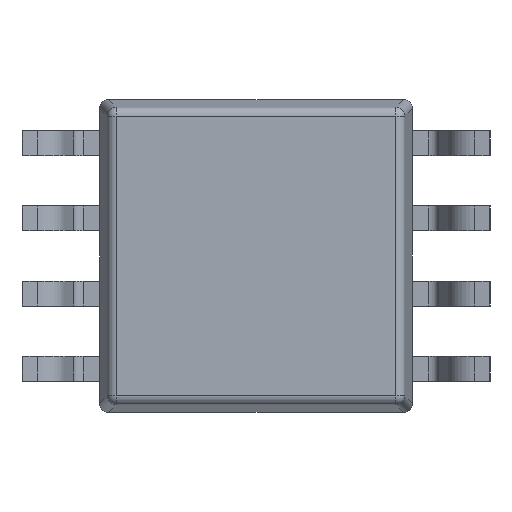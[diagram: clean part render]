
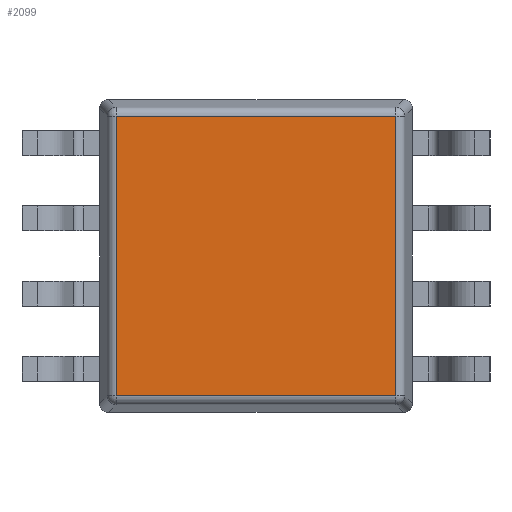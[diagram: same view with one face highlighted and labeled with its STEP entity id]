
A CAD part, front view. The second image highlights one B-rep face of the part: STEP entity #2099.
In plain terms, the highlighted planar face has unit normal (0, -1, 0).
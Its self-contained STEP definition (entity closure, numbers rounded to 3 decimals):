
#85 = VERTEX_POINT ( 'NONE', #4651 ) ;
#90 = DIRECTION ( 'NONE',  ( 1., 0., 0. ) ) ;
#256 = EDGE_CURVE ( 'NONE', #2101, #3855, #4844, .T. ) ;
#382 = VERTEX_POINT ( 'NONE', #3778 ) ;
#475 = ORIENTED_EDGE ( 'NONE', *, *, #256, .T. ) ;
#545 = CARTESIAN_POINT ( 'NONE',  ( 2.489, 0.25, -2.361 ) ) ;
#657 = EDGE_CURVE ( 'NONE', #85, #2101, #1322, .T. ) ;
#748 = VECTOR ( 'NONE', #1007, 1000. ) ;
#1007 = DIRECTION ( 'NONE',  ( -1., 0., 0. ) ) ;
#1033 = CARTESIAN_POINT ( 'NONE',  ( -2.361, 0.25, -2.489 ) ) ;
#1123 = DIRECTION ( 'NONE',  ( 0., -1., 0. ) ) ;
#1322 = LINE ( 'NONE', #2469, #3011 ) ;
#1449 = EDGE_CURVE ( 'NONE', #3855, #382, #1898, .T. ) ;
#1450 = CARTESIAN_POINT ( 'NONE',  ( -2.489, 0.25, 2.361 ) ) ;
#1489 = CARTESIAN_POINT ( 'NONE',  ( 2.361, 0.25, 2.361 ) ) ;
#1532 = CARTESIAN_POINT ( 'NONE',  ( -2.361, 0.25, 2.361 ) ) ;
#1659 = LINE ( 'NONE', #545, #4403 ) ;
#1824 = DIRECTION ( 'NONE',  ( 0., 0., -1. ) ) ;
#1898 = LINE ( 'NONE', #1033, #2741 ) ;
#1999 = AXIS2_PLACEMENT_3D ( 'NONE', #2549, #1123, #1824 ) ;
#2036 = ORIENTED_EDGE ( 'NONE', *, *, #4221, .T. ) ;
#2099 = ADVANCED_FACE ( 'NONE', ( #3321 ), #4092, .T. ) ;
#2101 = VERTEX_POINT ( 'NONE', #1489 ) ;
#2297 = ORIENTED_EDGE ( 'NONE', *, *, #657, .T. ) ;
#2393 = EDGE_LOOP ( 'NONE', ( #475, #2925, #2036, #2297 ) ) ;
#2469 = CARTESIAN_POINT ( 'NONE',  ( 2.361, 0.25, 2.489 ) ) ;
#2549 = CARTESIAN_POINT ( 'NONE',  ( 0., 0.25, 0. ) ) ;
#2741 = VECTOR ( 'NONE', #4825, 1000. ) ;
#2925 = ORIENTED_EDGE ( 'NONE', *, *, #1449, .T. ) ;
#3011 = VECTOR ( 'NONE', #3687, 1000. ) ;
#3321 = FACE_OUTER_BOUND ( 'NONE', #2393, .T. ) ;
#3687 = DIRECTION ( 'NONE',  ( 0., 0., 1. ) ) ;
#3778 = CARTESIAN_POINT ( 'NONE',  ( -2.361, 0.25, -2.361 ) ) ;
#3855 = VERTEX_POINT ( 'NONE', #1532 ) ;
#4092 = PLANE ( 'NONE',  #1999 ) ;
#4221 = EDGE_CURVE ( 'NONE', #382, #85, #1659, .T. ) ;
#4403 = VECTOR ( 'NONE', #90, 1000. ) ;
#4651 = CARTESIAN_POINT ( 'NONE',  ( 2.361, 0.25, -2.361 ) ) ;
#4825 = DIRECTION ( 'NONE',  ( 0., 0., -1. ) ) ;
#4844 = LINE ( 'NONE', #1450, #748 ) ;
